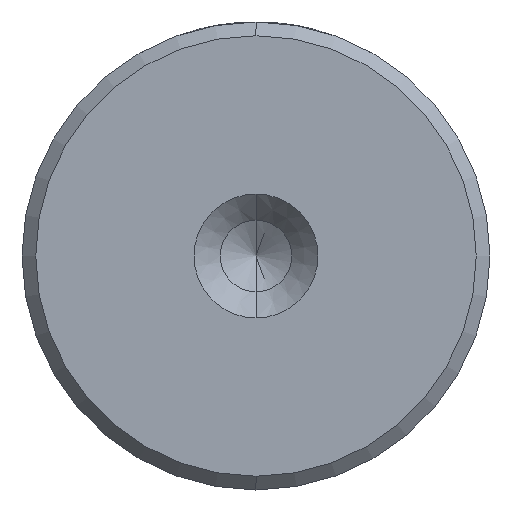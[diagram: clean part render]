
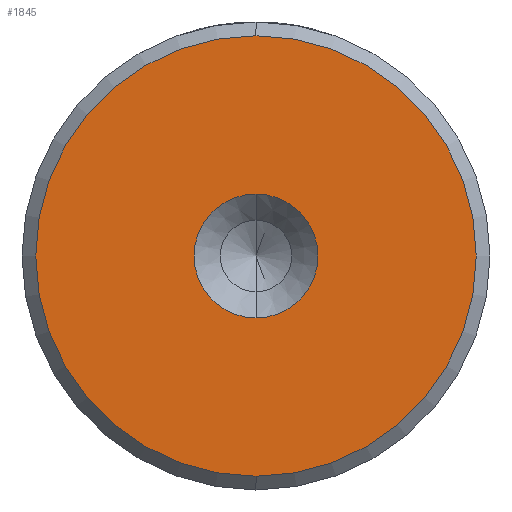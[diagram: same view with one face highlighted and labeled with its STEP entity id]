
A CAD part, left-side view. The second image highlights one B-rep face of the part: STEP entity #1845.
In plain terms, the highlighted planar face has unit normal (-1, 0, 0).
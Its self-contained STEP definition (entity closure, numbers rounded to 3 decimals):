
#97 = CARTESIAN_POINT ( 'NONE',  ( 0., 0., 8. ) ) ;
#104 = EDGE_CURVE ( 'NONE', #685, #783, #154, .T. ) ;
#137 = ORIENTED_EDGE ( 'NONE', *, *, #1255, .T. ) ;
#154 = CIRCLE ( 'NONE', #1551, 2.25 ) ;
#159 = DIRECTION ( 'NONE',  ( -1., 0., 0. ) ) ;
#182 = ORIENTED_EDGE ( 'NONE', *, *, #1728, .F. ) ;
#183 = AXIS2_PLACEMENT_3D ( 'NONE', #1147, #159, #1309 ) ;
#196 = PLANE ( 'NONE',  #1072 ) ;
#219 = CIRCLE ( 'NONE', #927, 8. ) ;
#372 = DIRECTION ( 'NONE',  ( 0., 0., 1. ) ) ;
#447 = CIRCLE ( 'NONE', #471, 8. ) ;
#471 = AXIS2_PLACEMENT_3D ( 'NONE', #627, #1747, #788 ) ;
#541 = DIRECTION ( 'NONE',  ( -1., 0., 0. ) ) ;
#565 = VERTEX_POINT ( 'NONE', #97 ) ;
#620 = FACE_BOUND ( 'NONE', #729, .T. ) ;
#627 = CARTESIAN_POINT ( 'NONE',  ( 0., 0., 0. ) ) ;
#685 = VERTEX_POINT ( 'NONE', #735 ) ;
#729 = EDGE_LOOP ( 'NONE', ( #1066, #182 ) ) ;
#735 = CARTESIAN_POINT ( 'NONE',  ( 0., 0., 2.25 ) ) ;
#783 = VERTEX_POINT ( 'NONE', #1924 ) ;
#788 = DIRECTION ( 'NONE',  ( 0., 0., 1. ) ) ;
#927 = AXIS2_PLACEMENT_3D ( 'NONE', #1513, #541, #1676 ) ;
#1022 = CARTESIAN_POINT ( 'NONE',  ( 0., 0., 0. ) ) ;
#1058 = EDGE_CURVE ( 'NONE', #565, #1283, #447, .T. ) ;
#1066 = ORIENTED_EDGE ( 'NONE', *, *, #104, .F. ) ;
#1072 = AXIS2_PLACEMENT_3D ( 'NONE', #1022, #1352, #372 ) ;
#1146 = FACE_OUTER_BOUND ( 'NONE', #1521, .T. ) ;
#1147 = CARTESIAN_POINT ( 'NONE',  ( 0., 0., 0. ) ) ;
#1160 = ORIENTED_EDGE ( 'NONE', *, *, #1058, .T. ) ;
#1255 = EDGE_CURVE ( 'NONE', #1283, #565, #219, .T. ) ;
#1283 = VERTEX_POINT ( 'NONE', #1989 ) ;
#1309 = DIRECTION ( 'NONE',  ( 0., 0., 1. ) ) ;
#1352 = DIRECTION ( 'NONE',  ( -1., 0., 0. ) ) ;
#1469 = DIRECTION ( 'NONE',  ( 0., 0., 1. ) ) ;
#1513 = CARTESIAN_POINT ( 'NONE',  ( 0., 0., 0. ) ) ;
#1521 = EDGE_LOOP ( 'NONE', ( #137, #1160 ) ) ;
#1551 = AXIS2_PLACEMENT_3D ( 'NONE', #1644, #1675, #1469 ) ;
#1644 = CARTESIAN_POINT ( 'NONE',  ( 0., 0., 0. ) ) ;
#1675 = DIRECTION ( 'NONE',  ( -1., 0., 0. ) ) ;
#1676 = DIRECTION ( 'NONE',  ( 0., 0., 1. ) ) ;
#1728 = EDGE_CURVE ( 'NONE', #783, #685, #1992, .T. ) ;
#1747 = DIRECTION ( 'NONE',  ( -1., 0., 0. ) ) ;
#1845 = ADVANCED_FACE ( 'NONE', ( #1146, #620 ), #196, .T. ) ;
#1924 = CARTESIAN_POINT ( 'NONE',  ( 0., 0., -2.25 ) ) ;
#1989 = CARTESIAN_POINT ( 'NONE',  ( 0., 0., -8. ) ) ;
#1992 = CIRCLE ( 'NONE', #183, 2.25 ) ;
